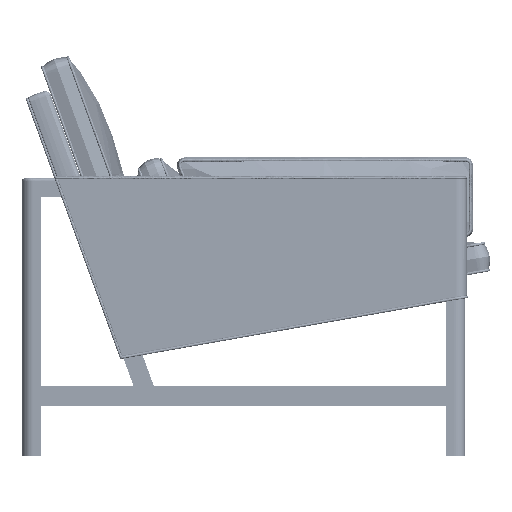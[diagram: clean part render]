
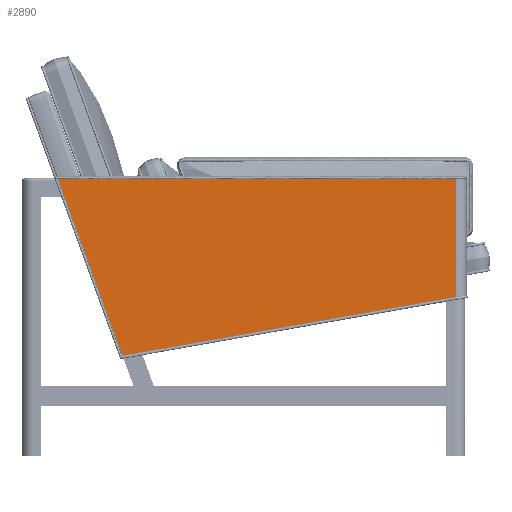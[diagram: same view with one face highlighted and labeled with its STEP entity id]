
A CAD part, left-side view. The second image highlights one B-rep face of the part: STEP entity #2890.
In plain terms, the highlighted planar face has unit normal (-1, 0, 0).
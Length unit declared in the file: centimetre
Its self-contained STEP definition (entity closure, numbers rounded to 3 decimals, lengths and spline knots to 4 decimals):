
#350=B_SPLINE_CURVE_WITH_KNOTS('',1,(#19081,#19082),.UNSPECIFIED.,.F.,.F.,
(2,2),(-0.529,620.5622),.UNSPECIFIED.);
#352=B_SPLINE_CURVE_WITH_KNOTS('',1,(#19091,#19092),.UNSPECIFIED.,.F.,.F.,
(2,2),(2.5173,348.6199),.UNSPECIFIED.);
#364=B_SPLINE_CURVE_WITH_KNOTS('',1,(#19148,#19149),.UNSPECIFIED.,.F.,.F.,
(2,2),(4.2844,734.3139),.UNSPECIFIED.);
#368=B_SPLINE_CURVE_WITH_KNOTS('',1,(#19168,#19169),.UNSPECIFIED.,.F.,.F.,
(2,2),(3.,220.3787),.UNSPECIFIED.);
#1370=PLANE('',#8337);
#2890=ADVANCED_FACE('',(#3288),#1370,.T.);
#3288=FACE_OUTER_BOUND('',#3686,.T.);
#3686=EDGE_LOOP('',(#4239,#4240,#4241,#4242));
#4239=ORIENTED_EDGE('',*,*,#5948,.F.);
#4240=ORIENTED_EDGE('',*,*,#5944,.F.);
#4241=ORIENTED_EDGE('',*,*,#5979,.F.);
#4242=ORIENTED_EDGE('',*,*,#5971,.F.);
#5944=EDGE_CURVE('',#7348,#7325,#350,.T.);
#5948=EDGE_CURVE('',#7325,#7335,#352,.T.);
#5971=EDGE_CURVE('',#7335,#7345,#364,.T.);
#5979=EDGE_CURVE('',#7345,#7348,#368,.T.);
#7325=VERTEX_POINT('',#19013);
#7335=VERTEX_POINT('',#19023);
#7345=VERTEX_POINT('',#19033);
#7348=VERTEX_POINT('',#19036);
#8337=AXIS2_PLACEMENT_3D('',#19011,#8633,$);
#8633=DIRECTION('',(-1.,0.,0.));
#19011=CARTESIAN_POINT('',(-0.05,81.0603,55.3453));
#19013=CARTESIAN_POINT('',(-0.05,59.3655,18.377));
#19023=CARTESIAN_POINT('',(-0.05,71.2029,50.9));
#19033=CARTESIAN_POINT('',(-0.05,-1.8,50.9));
#19036=CARTESIAN_POINT('',(-0.05,-1.8,29.1621));
#19081=CARTESIAN_POINT('',(-0.05,-1.8,29.1621));
#19082=CARTESIAN_POINT('',(-0.05,59.3655,18.377));
#19091=CARTESIAN_POINT('',(-0.05,59.3655,18.377));
#19092=CARTESIAN_POINT('',(-0.05,71.2029,50.9));
#19148=CARTESIAN_POINT('',(-0.05,71.2029,50.9));
#19149=CARTESIAN_POINT('',(-0.05,-1.8,50.9));
#19168=CARTESIAN_POINT('',(-0.05,-1.8,50.9));
#19169=CARTESIAN_POINT('',(-0.05,-1.8,29.1621));
